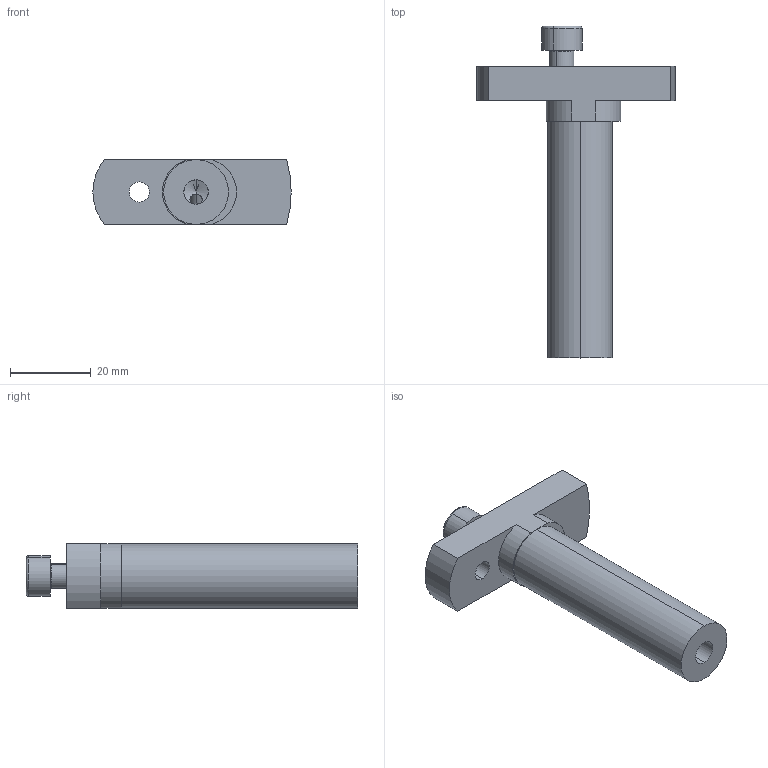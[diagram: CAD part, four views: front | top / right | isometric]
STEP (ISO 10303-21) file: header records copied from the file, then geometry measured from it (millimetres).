
FILE_DESCRIPTION (( 'STEP AP214' ), '1' );
FILE_NAME ('615.387B.STEP', '2021-09-23T11:49:01', ( '' ), ( '' ), 'SwSTEP 2.0', 'SolidWorks 2020', '' );
FILE_SCHEMA (( 'AUTOMOTIVE_DESIGN' ));
Length unit declared in the file: millimetre
Products named in the file (3): 615.387B; 615.387B Kaiser Vestellhalter Stahl VSTHø16x72 NPH; 690.107 Kaiser ETL M6 X 12A
Assembly tree (2 placements, depth 2):
  615.387B
    615.387B Kaiser Vestellhalter Stahl VSTHø16x72 NPH
    690.107 Kaiser ETL M6 X 12A
Bounding box: 49 x 82 x 16 mm (x, y, z)
Volume: 18070.6 mm3; surface area: 7904.4 mm2
Topology: 2 solids, 2 shells, 59 faces, 136 edges, 80 vertices
Faces by surface type: plane 25, cylinder 22, cone 8, torus 4
Entity records: 1828 total; most frequent: CARTESIAN_POINT 334, DIRECTION 308, ORIENTED_EDGE 260, EDGE_CURVE 130, AXIS2_PLACEMENT_3D 120, VERTEX_POINT 80, VECTOR 68, EDGE_LOOP 68
